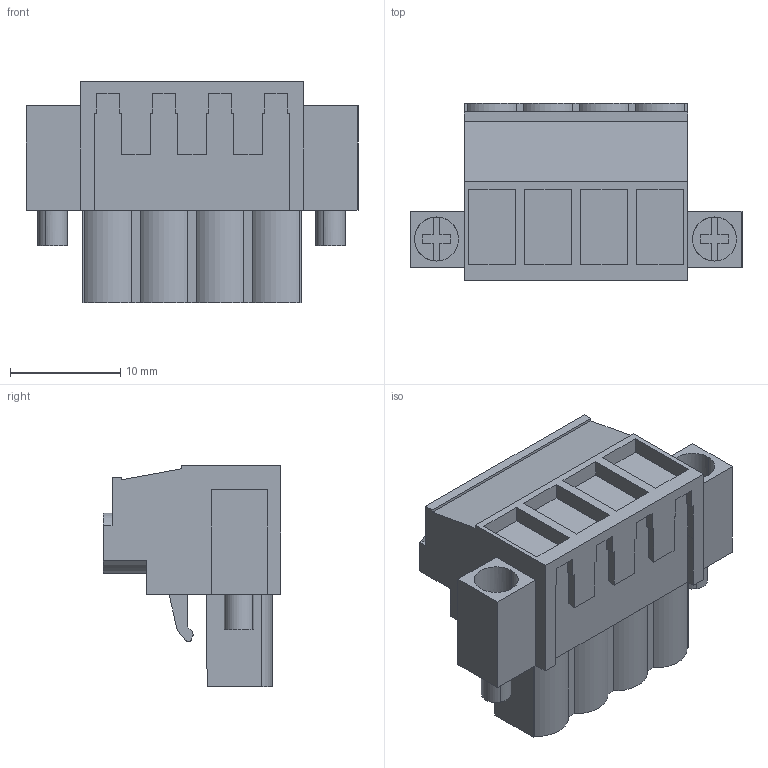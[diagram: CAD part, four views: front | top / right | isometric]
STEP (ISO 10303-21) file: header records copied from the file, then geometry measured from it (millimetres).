
FILE_DESCRIPTION(('CATIA V5 STEP','CAx-IF Rec.Pracs.--- Model Styling and Organization---1.2---2011-12-15'),'2;1');
FILE_NAME ('D1459936_0_1944350000_1944350000.stp','2017-05-22T12:34:18+00:00',('none'),('Weidmueller'),'CATIA Version 5-6 Release 2014','CATIA V5 STEP AP214','none');
FILE_SCHEMA(('AUTOMOTIVE_DESIGN { 1 0 10303 214 1 1 1 1 }'));
Length unit declared in the file: millimetre
Products named in the file (1): 1944350000
Bounding box: 30.12 x 16.1 x 20.05 mm (x, y, z)
Volume: 4230.4 mm3; surface area: 3427.4 mm2
Topology: 7 solids, 7 shells, 356 faces, 981 edges, 660 vertices
Faces by surface type: plane 296, cylinder 60
Entity records: 10953 total; most frequent: CARTESIAN_POINT 2124, ORIENTED_EDGE 1962, DIRECTION 1537, EDGE_CURVE 981, VECTOR 837, LINE 837, VERTEX_POINT 660, AXIS2_PLACEMENT_3D 411
